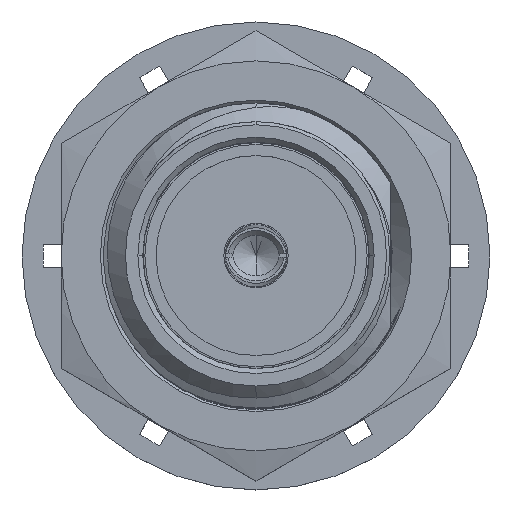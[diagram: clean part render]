
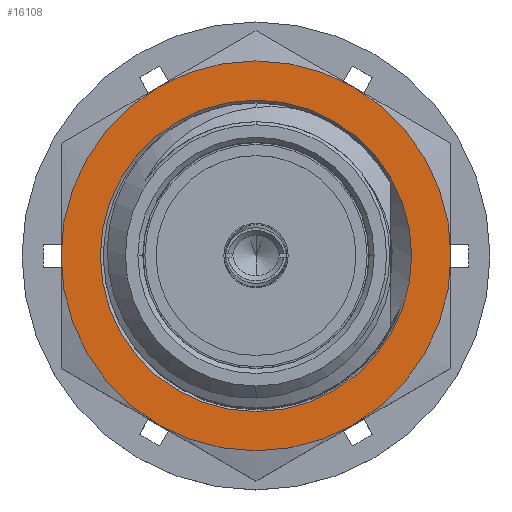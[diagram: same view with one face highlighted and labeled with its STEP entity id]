
A CAD part, top view. The second image highlights one B-rep face of the part: STEP entity #16108.
In plain terms, the highlighted planar face has unit normal (0, 0, 1).
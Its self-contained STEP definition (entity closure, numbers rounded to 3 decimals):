
#16108=ADVANCED_FACE('',(#18105,#18106),#18107,.T.);
#18105=FACE_BOUND('',#19037,.T.);
#18106=FACE_OUTER_BOUND('',#19038,.T.);
#18107=PLANE('',#19039);
#19037=EDGE_LOOP('',(#20770,#20771));
#19038=EDGE_LOOP('',(#20772,#20773,#20774,#20775,#20776,#20777));
#19039=AXIS2_PLACEMENT_3D('',#20778,#20779,#20780);
#20770=ORIENTED_EDGE('',*,*,#34668,.F.);
#20771=ORIENTED_EDGE('',*,*,#34653,.F.);
#20772=ORIENTED_EDGE('',*,*,#34698,.F.);
#20773=ORIENTED_EDGE('',*,*,#34699,.F.);
#20774=ORIENTED_EDGE('',*,*,#34696,.F.);
#20775=ORIENTED_EDGE('',*,*,#34700,.F.);
#20776=ORIENTED_EDGE('',*,*,#34701,.F.);
#20777=ORIENTED_EDGE('',*,*,#34702,.F.);
#20778=CARTESIAN_POINT('',(0.,0.,-5.395));
#20779=DIRECTION('',(0.,0.,1.0));
#20780=DIRECTION('',(0.0,-1.0,0.));
#34653=EDGE_CURVE('',#35456,#35459,#35460,.T.);
#34668=EDGE_CURVE('',#35459,#35456,#35483,.T.);
#34696=EDGE_CURVE('',#35518,#35521,#35522,.T.);
#34698=EDGE_CURVE('',#35524,#35525,#35526,.T.);
#34699=EDGE_CURVE('',#35521,#35524,#35527,.T.);
#34700=EDGE_CURVE('',#35528,#35518,#35529,.T.);
#34701=EDGE_CURVE('',#35530,#35528,#35531,.T.);
#34702=EDGE_CURVE('',#35525,#35530,#35532,.T.);
#35456=VERTEX_POINT('',#35953);
#35459=VERTEX_POINT('',#35957);
#35460=CIRCLE('',#35958,3.194);
#35483=CIRCLE('',#36684,3.194);
#35518=VERTEX_POINT('',#37206);
#35521=VERTEX_POINT('',#37226);
#35522=CIRCLE('',#37227,4.0);
#35524=VERTEX_POINT('',#37246);
#35525=VERTEX_POINT('',#37247);
#35526=CIRCLE('',#37248,4.0);
#35527=CIRCLE('',#37249,4.0);
#35528=VERTEX_POINT('',#37250);
#35529=CIRCLE('',#37251,4.0);
#35530=VERTEX_POINT('',#37252);
#35531=CIRCLE('',#37253,4.0);
#35532=CIRCLE('',#37254,4.0);
#35953=CARTESIAN_POINT('',(1.597,2.766,-5.395));
#35957=CARTESIAN_POINT('',(-1.597,-2.766,-5.395));
#35958=AXIS2_PLACEMENT_3D('',#37749,#37750,#37751);
#36684=AXIS2_PLACEMENT_3D('',#37764,#37765,#37766);
#37206=CARTESIAN_POINT('',(2.,-3.464,-5.395));
#37226=CARTESIAN_POINT('',(-2.0,-3.464,-5.395));
#37227=AXIS2_PLACEMENT_3D('',#37821,#37822,#37823);
#37246=CARTESIAN_POINT('',(-4.0,0.,-5.395));
#37247=CARTESIAN_POINT('',(-2.,3.464,-5.395));
#37248=AXIS2_PLACEMENT_3D('',#37824,#37825,#37826);
#37249=AXIS2_PLACEMENT_3D('',#37827,#37828,#37829);
#37250=CARTESIAN_POINT('',(4.0,0.,-5.395));
#37251=AXIS2_PLACEMENT_3D('',#37830,#37831,#37832);
#37252=CARTESIAN_POINT('',(2.,3.464,-5.395));
#37253=AXIS2_PLACEMENT_3D('',#37833,#37834,#37835);
#37254=AXIS2_PLACEMENT_3D('',#37836,#37837,#37838);
#37749=CARTESIAN_POINT('',(0.,0.,-5.395));
#37750=DIRECTION('',(0.,0.,1.0));
#37751=DIRECTION('',(-0.5,-0.866,0.));
#37764=CARTESIAN_POINT('',(0.,0.,-5.395));
#37765=DIRECTION('',(0.,0.,1.0));
#37766=DIRECTION('',(-0.5,-0.866,0.));
#37821=CARTESIAN_POINT('',(0.,0.,-5.395));
#37822=DIRECTION('',(0.,0.,-1.0));
#37823=DIRECTION('',(0.5,0.866,0.));
#37824=CARTESIAN_POINT('',(0.,0.,-5.395));
#37825=DIRECTION('',(0.,0.,-1.0));
#37826=DIRECTION('',(0.5,0.866,0.));
#37827=CARTESIAN_POINT('',(0.,0.,-5.395));
#37828=DIRECTION('',(0.,0.,-1.0));
#37829=DIRECTION('',(0.5,0.866,0.));
#37830=CARTESIAN_POINT('',(0.,0.,-5.395));
#37831=DIRECTION('',(0.,0.,-1.0));
#37832=DIRECTION('',(0.5,0.866,0.));
#37833=CARTESIAN_POINT('',(0.,0.,-5.395));
#37834=DIRECTION('',(0.,0.,-1.0));
#37835=DIRECTION('',(0.5,0.866,0.));
#37836=CARTESIAN_POINT('',(0.,0.,-5.395));
#37837=DIRECTION('',(0.,0.,-1.0));
#37838=DIRECTION('',(0.5,0.866,0.));
